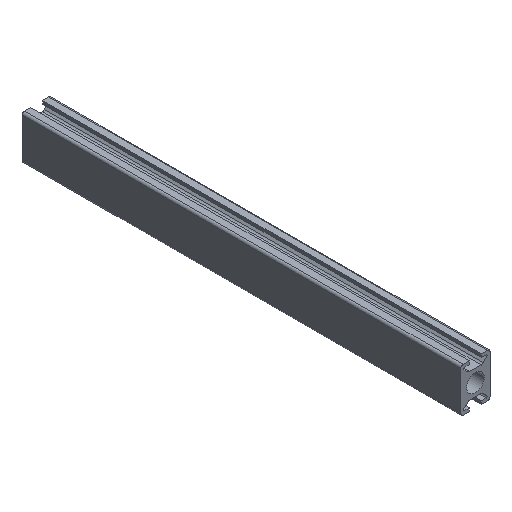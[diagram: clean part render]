
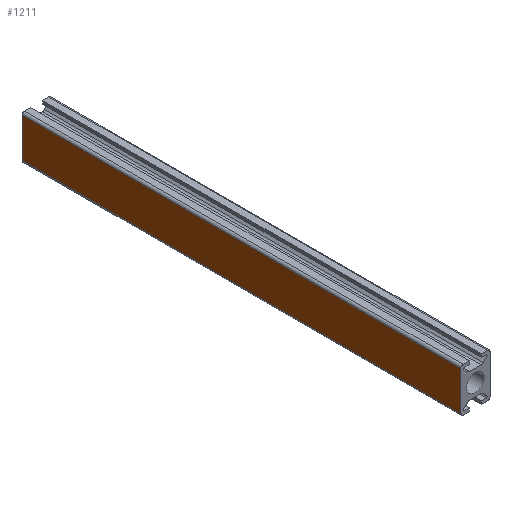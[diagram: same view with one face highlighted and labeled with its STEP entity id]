
A CAD part, isometric view. The second image highlights one B-rep face of the part: STEP entity #1211.
In plain terms, the highlighted face is planar.
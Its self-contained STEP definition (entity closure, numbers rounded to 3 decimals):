
#40 = AXIS2_PLACEMENT_3D ( 'NONE', #348, #346, #347 ) ;
#55 = VECTOR ( 'NONE', #1063, 1000. ) ;
#59 = VECTOR ( 'NONE', #1067, 1000. ) ;
#113 = VECTOR ( 'NONE', #1120, 1000. ) ;
#118 = VECTOR ( 'NONE', #1158, 1000. ) ;
#334 = PLANE ( 'NONE',  #40 ) ;
#345 = FACE_OUTER_BOUND ( 'NONE', #420, .T. ) ;
#346 = DIRECTION ( 'NONE',  ( 1., 0., 0. ) ) ;
#347 = DIRECTION ( 'NONE',  ( 0., 0., -1. ) ) ;
#348 = CARTESIAN_POINT ( 'NONE',  ( 10., -13.4, -300. ) ) ;
#382 = VERTEX_POINT ( 'NONE', #520 ) ;
#420 = EDGE_LOOP ( 'NONE', ( #652, #694, #718, #660 ) ) ;
#475 = VERTEX_POINT ( 'NONE', #551 ) ;
#483 = VERTEX_POINT ( 'NONE', #559 ) ;
#485 = VERTEX_POINT ( 'NONE', #567 ) ;
#520 = CARTESIAN_POINT ( 'NONE',  ( 10., -13.4, -300. ) ) ;
#551 = CARTESIAN_POINT ( 'NONE',  ( 10., 13.4, 0. ) ) ;
#559 = CARTESIAN_POINT ( 'NONE',  ( 10., -13.4, 0. ) ) ;
#567 = CARTESIAN_POINT ( 'NONE',  ( 10., 13.4, -300. ) ) ;
#652 = ORIENTED_EDGE ( 'NONE', *, *, #1258, .F. ) ;
#660 = ORIENTED_EDGE ( 'NONE', *, *, #1247, .T. ) ;
#694 = ORIENTED_EDGE ( 'NONE', *, *, #1232, .F. ) ;
#718 = ORIENTED_EDGE ( 'NONE', *, *, #1230, .T. ) ;
#1054 = LINE ( 'NONE', #1064, #55 ) ;
#1063 = DIRECTION ( 'NONE',  ( 0., 1., 0. ) ) ;
#1064 = CARTESIAN_POINT ( 'NONE',  ( 10., -13.4, -300. ) ) ;
#1067 = DIRECTION ( 'NONE',  ( 0., 0., 1. ) ) ;
#1068 = CARTESIAN_POINT ( 'NONE',  ( 10., -13.4, -300. ) ) ;
#1070 = LINE ( 'NONE', #1068, #59 ) ;
#1114 = LINE ( 'NONE', #1115, #113 ) ;
#1115 = CARTESIAN_POINT ( 'NONE',  ( 10., 13.4, -300. ) ) ;
#1120 = DIRECTION ( 'NONE',  ( 0., 0., 1. ) ) ;
#1148 = LINE ( 'NONE', #1150, #118 ) ;
#1150 = CARTESIAN_POINT ( 'NONE',  ( 10., -13.4, 0. ) ) ;
#1158 = DIRECTION ( 'NONE',  ( 0., 1., 0. ) ) ;
#1211 = ADVANCED_FACE ( 'PLANAR_10', ( #345 ), #334, .T. ) ;
#1230 = EDGE_CURVE ( 'NONE', #382, #485, #1054, .T. ) ;
#1232 = EDGE_CURVE ( 'NONE', #382, #483, #1070, .T. ) ;
#1247 = EDGE_CURVE ( 'NONE', #485, #475, #1114, .T. ) ;
#1258 = EDGE_CURVE ( 'NONE', #483, #475, #1148, .T. ) ;
